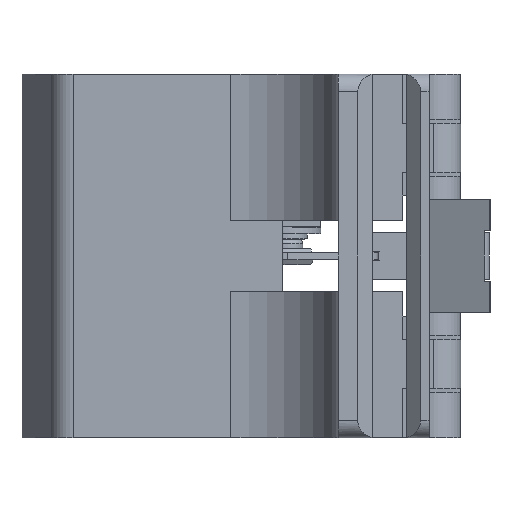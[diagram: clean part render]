
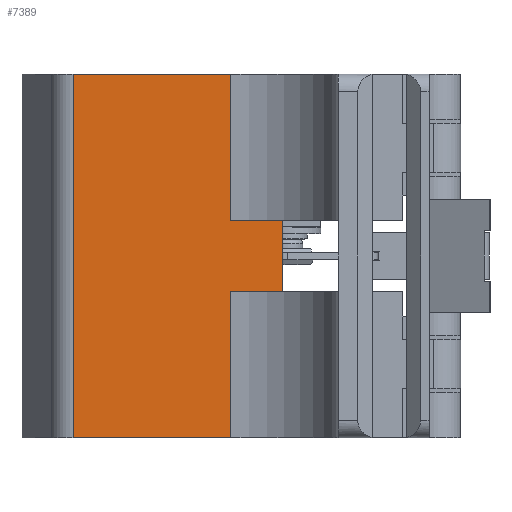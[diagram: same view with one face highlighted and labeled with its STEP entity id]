
A CAD part, left-side view. The second image highlights one B-rep face of the part: STEP entity #7389.
In plain terms, the highlighted face is planar.
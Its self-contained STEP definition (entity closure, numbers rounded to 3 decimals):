
#325=PLANE('',#7883);
#533=FACE_OUTER_BOUND('',#949,.T.);
#949=EDGE_LOOP('',(#5101,#5102,#5103,#5104,#5105,#5106,#5107,#5108));
#1384=LINE('',#10726,#2064);
#1398=LINE('',#10756,#2078);
#1438=LINE('',#10838,#2118);
#1477=LINE('',#10931,#2157);
#1483=LINE('',#10947,#2163);
#1484=LINE('',#10949,#2164);
#1485=LINE('',#10951,#2165);
#1486=LINE('',#10952,#2166);
#2064=VECTOR('',#8585,10.);
#2078=VECTOR('',#8603,10.);
#2118=VECTOR('',#8661,10.);
#2157=VECTOR('',#8742,10.);
#2163=VECTOR('',#8756,10.);
#2164=VECTOR('',#8757,10.);
#2165=VECTOR('',#8758,10.);
#2166=VECTOR('',#8759,10.);
#3076=VERTEX_POINT('',#10719);
#3079=VERTEX_POINT('',#10724);
#3093=VERTEX_POINT('',#10754);
#3126=VERTEX_POINT('',#10837);
#3158=VERTEX_POINT('',#10927);
#3165=VERTEX_POINT('',#10946);
#3166=VERTEX_POINT('',#10948);
#3167=VERTEX_POINT('',#10950);
#3823=EDGE_CURVE('',#3079,#3076,#1384,.T.);
#3838=EDGE_CURVE('',#3093,#3079,#1398,.T.);
#3878=EDGE_CURVE('',#3126,#3076,#1438,.T.);
#3925=EDGE_CURVE('',#3126,#3158,#1477,.T.);
#3933=EDGE_CURVE('',#3093,#3165,#1483,.T.);
#3934=EDGE_CURVE('',#3165,#3166,#1484,.T.);
#3935=EDGE_CURVE('',#3166,#3167,#1485,.T.);
#3936=EDGE_CURVE('',#3167,#3158,#1486,.T.);
#5101=ORIENTED_EDGE('',*,*,#3823,.F.);
#5102=ORIENTED_EDGE('',*,*,#3838,.F.);
#5103=ORIENTED_EDGE('',*,*,#3933,.T.);
#5104=ORIENTED_EDGE('',*,*,#3934,.T.);
#5105=ORIENTED_EDGE('',*,*,#3935,.T.);
#5106=ORIENTED_EDGE('',*,*,#3936,.T.);
#5107=ORIENTED_EDGE('',*,*,#3925,.F.);
#5108=ORIENTED_EDGE('',*,*,#3878,.T.);
#7389=ADVANCED_FACE('',(#533),#325,.T.);
#7883=AXIS2_PLACEMENT_3D('',#10945,#8754,#8755);
#8585=DIRECTION('',(-1.,0.,0.));
#8603=DIRECTION('',(0.,0.,1.));
#8661=DIRECTION('',(0.,0.,1.));
#8742=DIRECTION('',(1.,0.,0.));
#8754=DIRECTION('center_axis',(0.,1.,0.));
#8755=DIRECTION('ref_axis',(1.,0.,0.));
#8756=DIRECTION('',(-1.,0.,0.));
#8757=DIRECTION('',(0.,0.,-1.));
#8758=DIRECTION('',(-1.,0.,0.));
#8759=DIRECTION('',(0.,0.,1.));
#10719=CARTESIAN_POINT('',(-101.6,1.086,99.37));
#10724=CARTESIAN_POINT('',(0.,1.086,99.37));
#10726=CARTESIAN_POINT('',(-94.75,1.086,99.37));
#10754=CARTESIAN_POINT('',(0.,1.086,55.4));
#10756=CARTESIAN_POINT('',(0.,1.086,8.89));
#10837=CARTESIAN_POINT('',(-101.6,1.086,55.4));
#10838=CARTESIAN_POINT('',(-101.6,1.086,8.89));
#10927=CARTESIAN_POINT('',(-60.8,1.086,55.4));
#10931=CARTESIAN_POINT('',(-60.8,1.086,55.4));
#10945=CARTESIAN_POINT('Origin',(-87.9,1.086,6.35));
#10946=CARTESIAN_POINT('',(-40.8,1.086,55.4));
#10947=CARTESIAN_POINT('',(-40.8,1.086,55.4));
#10948=CARTESIAN_POINT('',(-40.8,1.086,40.89));
#10949=CARTESIAN_POINT('',(-40.8,1.086,23.375));
#10950=CARTESIAN_POINT('',(-60.8,1.086,40.89));
#10951=CARTESIAN_POINT('',(-64.35,1.086,40.89));
#10952=CARTESIAN_POINT('',(-60.8,1.086,23.375));
